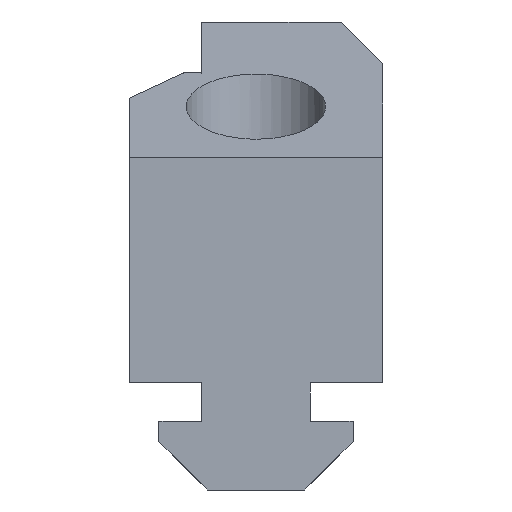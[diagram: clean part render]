
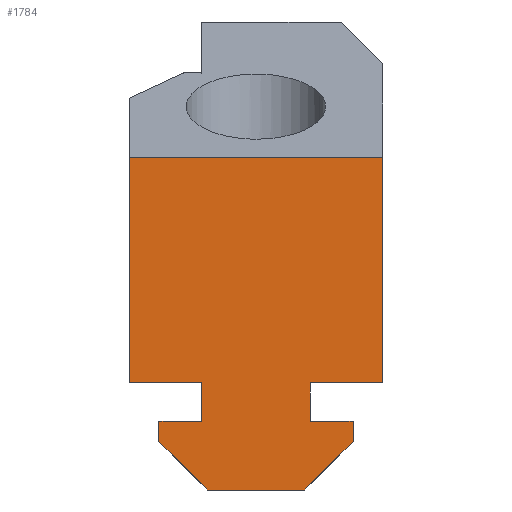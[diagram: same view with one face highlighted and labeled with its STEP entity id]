
A CAD part, left-side view. The second image highlights one B-rep face of the part: STEP entity #1784.
In plain terms, the highlighted planar face has unit normal (-1, 0, 0).
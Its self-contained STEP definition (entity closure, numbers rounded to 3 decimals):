
#68=FACE_OUTER_BOUND('',#168,.T.);
#168=EDGE_LOOP('',(#1221,#1222,#1223,#1224,#1225,#1226,#1227,#1228,#1229,
#1230,#1231,#1232,#1233,#1234));
#271=LINE('',#2506,#511);
#279=LINE('',#2524,#519);
#295=LINE('',#2568,#535);
#296=LINE('',#2570,#536);
#297=LINE('',#2572,#537);
#298=LINE('',#2574,#538);
#299=LINE('',#2576,#539);
#300=LINE('',#2578,#540);
#301=LINE('',#2580,#541);
#302=LINE('',#2582,#542);
#303=LINE('',#2584,#543);
#304=LINE('',#2586,#544);
#305=LINE('',#2588,#545);
#306=LINE('',#2589,#546);
#511=VECTOR('',#2026,10.);
#519=VECTOR('',#2040,10.);
#535=VECTOR('',#2076,10.);
#536=VECTOR('',#2077,10.);
#537=VECTOR('',#2078,10.);
#538=VECTOR('',#2079,10.);
#539=VECTOR('',#2080,10.);
#540=VECTOR('',#2081,10.);
#541=VECTOR('',#2082,10.);
#542=VECTOR('',#2083,10.);
#543=VECTOR('',#2084,10.);
#544=VECTOR('',#2085,10.);
#545=VECTOR('',#2086,10.);
#546=VECTOR('',#2087,10.);
#749=VERTEX_POINT('',#2503);
#750=VERTEX_POINT('',#2505);
#757=VERTEX_POINT('',#2523);
#775=VERTEX_POINT('',#2567);
#776=VERTEX_POINT('',#2569);
#777=VERTEX_POINT('',#2571);
#778=VERTEX_POINT('',#2573);
#779=VERTEX_POINT('',#2575);
#780=VERTEX_POINT('',#2577);
#781=VERTEX_POINT('',#2579);
#782=VERTEX_POINT('',#2581);
#783=VERTEX_POINT('',#2583);
#784=VERTEX_POINT('',#2585);
#785=VERTEX_POINT('',#2587);
#919=EDGE_CURVE('',#750,#749,#271,.T.);
#928=EDGE_CURVE('',#757,#750,#279,.T.);
#950=EDGE_CURVE('',#775,#749,#295,.T.);
#951=EDGE_CURVE('',#776,#775,#296,.T.);
#952=EDGE_CURVE('',#777,#776,#297,.T.);
#953=EDGE_CURVE('',#778,#777,#298,.T.);
#954=EDGE_CURVE('',#778,#779,#299,.T.);
#955=EDGE_CURVE('',#780,#779,#300,.T.);
#956=EDGE_CURVE('',#781,#780,#301,.T.);
#957=EDGE_CURVE('',#782,#781,#302,.T.);
#958=EDGE_CURVE('',#783,#782,#303,.T.);
#959=EDGE_CURVE('',#784,#783,#304,.T.);
#960=EDGE_CURVE('',#784,#785,#305,.T.);
#961=EDGE_CURVE('',#757,#785,#306,.T.);
#1221=ORIENTED_EDGE('',*,*,#919,.T.);
#1222=ORIENTED_EDGE('',*,*,#950,.F.);
#1223=ORIENTED_EDGE('',*,*,#951,.F.);
#1224=ORIENTED_EDGE('',*,*,#952,.F.);
#1225=ORIENTED_EDGE('',*,*,#953,.F.);
#1226=ORIENTED_EDGE('',*,*,#954,.T.);
#1227=ORIENTED_EDGE('',*,*,#955,.F.);
#1228=ORIENTED_EDGE('',*,*,#956,.F.);
#1229=ORIENTED_EDGE('',*,*,#957,.F.);
#1230=ORIENTED_EDGE('',*,*,#958,.F.);
#1231=ORIENTED_EDGE('',*,*,#959,.F.);
#1232=ORIENTED_EDGE('',*,*,#960,.T.);
#1233=ORIENTED_EDGE('',*,*,#961,.F.);
#1234=ORIENTED_EDGE('',*,*,#928,.T.);
#1698=PLANE('',#1908);
#1784=ADVANCED_FACE('',(#68),#1698,.T.);
#1908=AXIS2_PLACEMENT_3D('',#2566,#2074,#2075);
#2026=DIRECTION('',(0.,1.,0.));
#2040=DIRECTION('',(0.,0.,1.));
#2074=DIRECTION('center_axis',(-1.,0.,0.));
#2075=DIRECTION('ref_axis',(0.,1.,0.));
#2076=DIRECTION('',(0.,0.,1.));
#2077=DIRECTION('',(0.,1.,0.));
#2078=DIRECTION('',(0.,0.,1.));
#2079=DIRECTION('',(0.,-1.,0.));
#2080=DIRECTION('',(0.,0.,-1.));
#2081=DIRECTION('',(0.,0.707,0.707));
#2082=DIRECTION('',(0.,1.,0.));
#2083=DIRECTION('',(0.,0.707,-0.707));
#2084=DIRECTION('',(0.,0.,-1.));
#2085=DIRECTION('',(0.,-1.,0.));
#2086=DIRECTION('',(0.,0.,1.));
#2087=DIRECTION('',(0.,1.,0.));
#2503=CARTESIAN_POINT('',(0.,12.35,14.537));
#2505=CARTESIAN_POINT('',(0.,-1.65,14.537));
#2506=CARTESIAN_POINT('',(0.,-0.825,14.537));
#2523=CARTESIAN_POINT('',(0.,-1.65,2.1));
#2524=CARTESIAN_POINT('',(0.,-1.65,2.1));
#2566=CARTESIAN_POINT('Origin',(0.,0.,0.));
#2567=CARTESIAN_POINT('',(0.,12.35,2.1));
#2568=CARTESIAN_POINT('',(0.,12.35,2.1));
#2569=CARTESIAN_POINT('',(0.,8.35,2.1));
#2570=CARTESIAN_POINT('',(0.,8.85,2.1));
#2571=CARTESIAN_POINT('',(0.,8.35,0.));
#2572=CARTESIAN_POINT('',(0.,8.35,0.));
#2573=CARTESIAN_POINT('',(0.,10.7,0.));
#2574=CARTESIAN_POINT('',(0.,10.7,0.));
#2575=CARTESIAN_POINT('',(0.,10.7,-1.14));
#2576=CARTESIAN_POINT('',(0.,10.7,0.));
#2577=CARTESIAN_POINT('',(0.,8.04,-3.8));
#2578=CARTESIAN_POINT('',(0.,7.645,-4.195));
#2579=CARTESIAN_POINT('',(0.,2.66,-3.8));
#2580=CARTESIAN_POINT('',(0.,10.7,-3.8));
#2581=CARTESIAN_POINT('',(0.,0.,-1.14));
#2582=CARTESIAN_POINT('',(0.,0.38,-1.52));
#2583=CARTESIAN_POINT('',(0.,0.,0.));
#2584=CARTESIAN_POINT('',(0.,0.,0.));
#2585=CARTESIAN_POINT('',(0.,2.35,0.));
#2586=CARTESIAN_POINT('',(0.,10.7,0.));
#2587=CARTESIAN_POINT('',(0.,2.35,2.1));
#2588=CARTESIAN_POINT('',(0.,2.35,0.));
#2589=CARTESIAN_POINT('',(0.,8.85,2.1));
